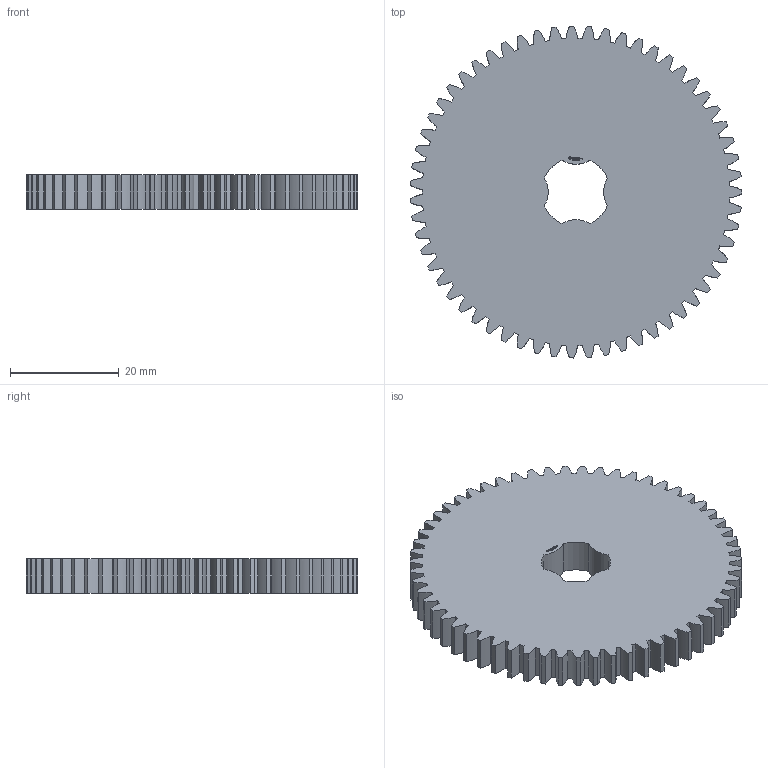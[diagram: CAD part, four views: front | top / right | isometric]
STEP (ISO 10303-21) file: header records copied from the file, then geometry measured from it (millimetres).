
FILE_DESCRIPTION(('FreeCAD Model'),'2;1');
FILE_NAME('Open CASCADE Shape Model','2024-03-10T19:52:03',(''),(''), 'Open CASCADE STEP processor 7.6','FreeCAD','Unknown');
FILE_SCHEMA(('AUTOMOTIVE_DESIGN { 1 0 10303 214 1 1 1 1 }'));
Products named in the file (1): Gear Wheel PLN TTH59 BU00.50 SFT-SHD - SPN-GWH-0214 (stemfie.org)
Bounding box: 60.97 x 60.99 x 6.25 mm (x, y, z)
Volume: 16313.4 mm3; surface area: 7816.8 mm2
Topology: 1 solids, 1 shells, 686 faces, 1962 edges, 1308 vertices
Faces by surface type: extrusion 346, plane 332, cylinder 8
Entity records: 63581 total; most frequent: CARTESIAN_POINT 21971, DIRECTION 5546, VECTOR 4816, LINE 4470, ORIENTED_EDGE 3924, PCURVE 3924, DEFINITIONAL_REPRESENTATION 3924, EDGE_CURVE 1962
